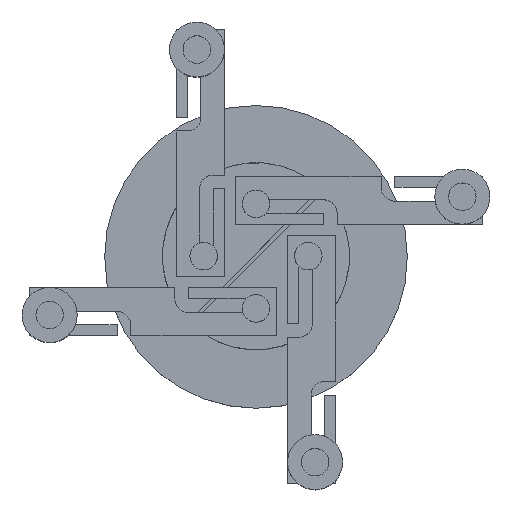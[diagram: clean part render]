
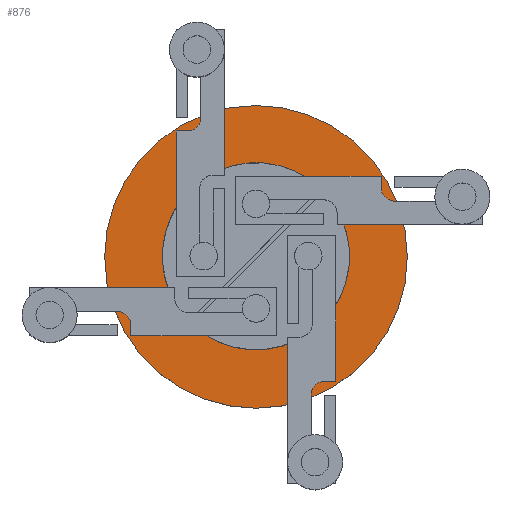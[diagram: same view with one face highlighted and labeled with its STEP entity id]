
A CAD part, top view. The second image highlights one B-rep face of the part: STEP entity #876.
In plain terms, the highlighted planar face has unit normal (0, 0, 1).
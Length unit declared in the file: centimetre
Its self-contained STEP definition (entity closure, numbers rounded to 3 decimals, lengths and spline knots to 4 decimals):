
#92=FACE_BOUND('',#249,.T.);
#93=FACE_BOUND('',#250,.T.);
#94=FACE_BOUND('',#251,.T.);
#95=FACE_BOUND('',#252,.T.);
#136=CIRCLE('',#936,0.3175);
#138=CIRCLE('',#940,0.3175);
#140=CIRCLE('',#944,0.3175);
#142=CIRCLE('',#948,0.3175);
#144=CIRCLE('',#952,3.4925);
#187=FACE_OUTER_BOUND('',#248,.T.);
#248=EDGE_LOOP('',(#646));
#249=EDGE_LOOP('',(#647));
#250=EDGE_LOOP('',(#648));
#251=EDGE_LOOP('',(#649));
#252=EDGE_LOOP('',(#650));
#424=VERTEX_POINT('',#1329);
#426=VERTEX_POINT('',#1335);
#428=VERTEX_POINT('',#1341);
#430=VERTEX_POINT('',#1347);
#432=VERTEX_POINT('',#1353);
#509=EDGE_CURVE('',#424,#424,#136,.T.);
#511=EDGE_CURVE('',#426,#426,#138,.T.);
#513=EDGE_CURVE('',#428,#428,#140,.T.);
#515=EDGE_CURVE('',#430,#430,#142,.T.);
#517=EDGE_CURVE('',#432,#432,#144,.T.);
#646=ORIENTED_EDGE('',*,*,#517,.T.);
#647=ORIENTED_EDGE('',*,*,#509,.T.);
#648=ORIENTED_EDGE('',*,*,#511,.T.);
#649=ORIENTED_EDGE('',*,*,#513,.T.);
#650=ORIENTED_EDGE('',*,*,#515,.T.);
#838=PLANE('',#953);
#876=ADVANCED_FACE('',(#187,#92,#93,#94,#95),#838,.T.);
#936=AXIS2_PLACEMENT_3D('',#1330,#1068,#1069);
#940=AXIS2_PLACEMENT_3D('',#1336,#1076,#1077);
#944=AXIS2_PLACEMENT_3D('',#1342,#1084,#1085);
#948=AXIS2_PLACEMENT_3D('',#1348,#1092,#1093);
#952=AXIS2_PLACEMENT_3D('',#1354,#1100,#1101);
#953=AXIS2_PLACEMENT_3D('',#1355,#1102,#1103);
#1068=DIRECTION('center_axis',(0.,0.,-1.));
#1069=DIRECTION('ref_axis',(1.,0.,0.));
#1076=DIRECTION('center_axis',(0.,0.,-1.));
#1077=DIRECTION('ref_axis',(1.,0.,0.));
#1084=DIRECTION('center_axis',(0.,0.,-1.));
#1085=DIRECTION('ref_axis',(1.,0.,0.));
#1092=DIRECTION('center_axis',(0.,0.,-1.));
#1093=DIRECTION('ref_axis',(1.,0.,0.));
#1100=DIRECTION('center_axis',(0.,0.,1.));
#1101=DIRECTION('ref_axis',(1.,0.,0.));
#1102=DIRECTION('center_axis',(0.,0.,1.));
#1103=DIRECTION('ref_axis',(1.,0.,0.));
#1329=CARTESIAN_POINT('',(-1.524,0.,0.));
#1330=CARTESIAN_POINT('Origin',(-1.2065,0.,0.));
#1335=CARTESIAN_POINT('',(-0.3175,1.2065,0.));
#1336=CARTESIAN_POINT('Origin',(0.,1.2065,0.));
#1341=CARTESIAN_POINT('',(-0.3175,-1.2065,0.));
#1342=CARTESIAN_POINT('Origin',(0.,-1.2065,0.));
#1347=CARTESIAN_POINT('',(0.889,0.,0.));
#1348=CARTESIAN_POINT('Origin',(1.2065,0.,0.));
#1353=CARTESIAN_POINT('',(-3.4925,0.,0.));
#1354=CARTESIAN_POINT('Origin',(0.,0.,0.));
#1355=CARTESIAN_POINT('Origin',(0.,0.,0.));
